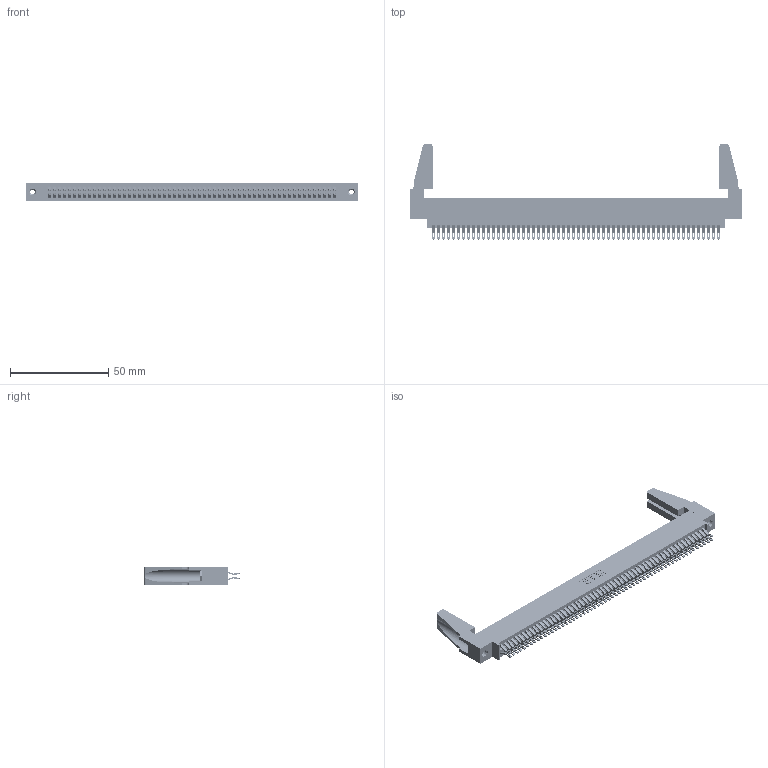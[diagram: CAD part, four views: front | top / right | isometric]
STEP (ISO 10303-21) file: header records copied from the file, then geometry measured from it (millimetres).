
FILE_DESCRIPTION (( 'STEP AP203' ), '1' );
FILE_NAME ('395-116-555-888.STEP', '2019-10-27T22:02:34', ( '' ), ( '' ), 'SwSTEP 2.0', 'SolidWorks 2016', '' );
FILE_SCHEMA (( 'CONFIG_CONTROL_DESIGN' ));
Length unit declared in the file: inch
Products named in the file (5): 345 Part_0.170 Offset - 0.156 Dia-TH; 345-292-001_555 Tail; 345-250-001_345-250-001-102; 345-220-078_345-220-088; 395-116-555-888
Assembly tree (121 placements, depth 2):
  395-116-555-888
    345 Part_0.170 Offset - 0.156 Dia-TH
    345-292-001_555 Tail  x116
    345-250-001_345-250-001-102  x2
    345-220-078_345-220-088  x2
Bounding box: 168.55 x 48.31 x 9.4 mm (x, y, z)
Volume: 19997.6 mm3; surface area: 29497.9 mm2
Topology: 121 solids, 121 shells, 6750 faces, 21199 edges, 14122 vertices
Faces by surface type: plane 3752, cylinder 2982, cone 12, torus 4
Entity records: 45960 total; most frequent: CARTESIAN_POINT 7720, ORIENTED_EDGE 7584, DIRECTION 6760, EDGE_CURVE 3792, VECTOR 3366, LINE 3366, VERTEX_POINT 2522, AXIS2_PLACEMENT_3D 1697
